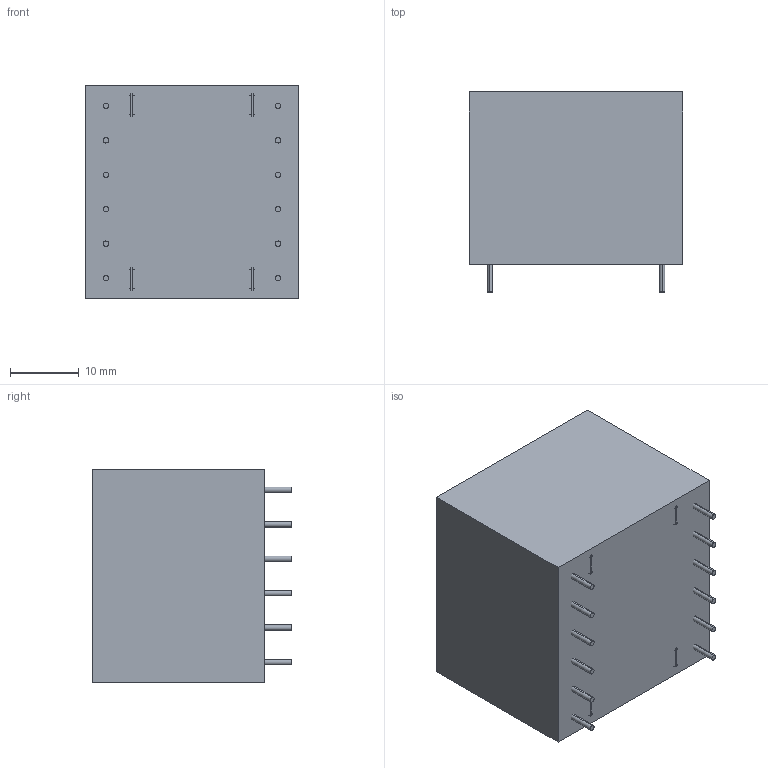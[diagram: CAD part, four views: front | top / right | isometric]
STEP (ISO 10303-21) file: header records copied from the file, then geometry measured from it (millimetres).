
FILE_DESCRIPTION (( 'STEP AP203' ), '1' );
FILE_NAME ('ER28-14_4869.STEP', '2014-04-15T19:17:43', ( 'MidcomIT' ), ( 'Midcom' ), 'SwSTEP 2.0', 'SolidWorks 2012', '' );
FILE_SCHEMA (( 'CONFIG_CONTROL_DESIGN' ));
Length unit declared in the file: millimetre
Products named in the file (6): ER28-14_4869; 440-9991-2670; 150-2670_6A; 070-4869_coil; 070-4869_6A; 070-4869_INTF
Assembly tree (6 placements, depth 2):
  ER28-14_4869
    070-4869_INTF
    070-4869_6A
    070-4869_coil
    150-2670_6A  x2
    440-9991-2670
Bounding box: 31 x 28.98 x 31 mm (x, y, z)
Surface area: 17028.5 mm2
Topology: 6 solids, 6 shells, 345 faces, 854 edges, 504 vertices
Faces by surface type: cylinder 156, plane 151, sphere 32, cone 4, torus 2
Entity records: 10158 total; most frequent: CARTESIAN_POINT 1745, DIRECTION 1684, ORIENTED_EDGE 1584, EDGE_CURVE 792, AXIS2_PLACEMENT_3D 591, VECTOR 502, LINE 502, VERTEX_POINT 484
